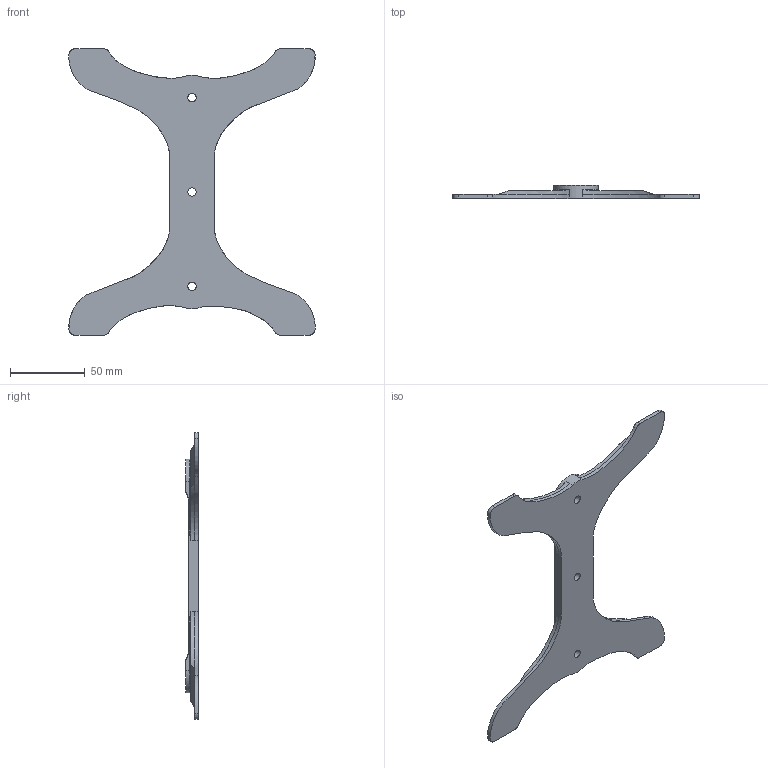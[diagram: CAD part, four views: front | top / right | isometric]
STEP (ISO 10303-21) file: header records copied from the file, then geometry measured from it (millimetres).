
FILE_DESCRIPTION(/* description */ (''),/* implementation_level */ '2;1');
FILE_NAME(/* name */ 'Nanuk 905 Mounting Spacer v2.step',/* time_stamp */ '2021-12-29T19:47:10-06:00',/* author */ (''),/* organization */ (''),/* preprocessor_version */ 'ST-DEVELOPER v18.1',/* originating_system */ 'Autodesk Translation Framework v10.10.0.1391',/* authorisation */ '');
FILE_SCHEMA (('AUTOMOTIVE_DESIGN { 1 0 10303 214 3 1 1 }'));
Length unit declared in the file: millimetre
Products named in the file (1): TPU Nanuk 905 Mounting Spacer
Bounding box: 164.33 x 8.5 x 191.1 mm (x, y, z)
Volume: 59619.2 mm3; surface area: 28512.6 mm2
Topology: 1 solids, 1 shells, 75 faces, 207 edges, 130 vertices
Faces by surface type: bspline 36, plane 26, cylinder 9, torus 4
Full cylindrical faces by diameter (mm): 5.5 x3
Entity records: 6095 total; most frequent: CARTESIAN_POINT 4488, ORIENTED_EDGE 406, DIRECTION 207, EDGE_CURVE 203, VERTEX_POINT 130, B_SPLINE_CURVE_WITH_KNOTS 86, EDGE_LOOP 81, FACE_OUTER_BOUND 75
